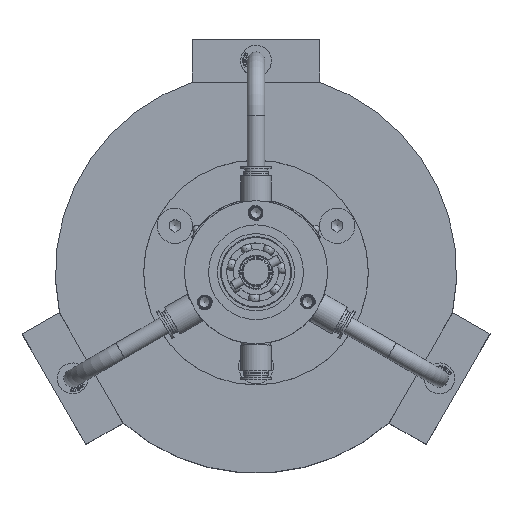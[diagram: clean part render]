
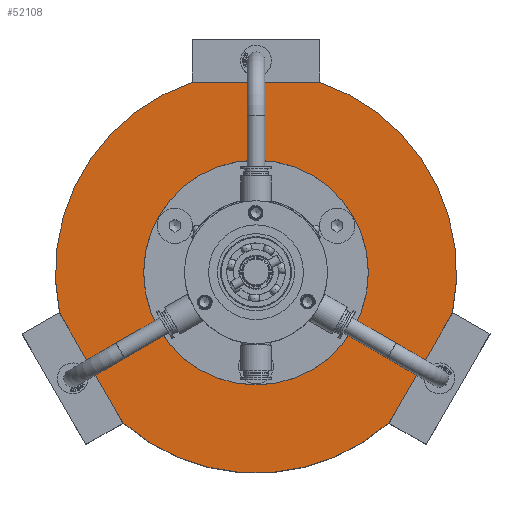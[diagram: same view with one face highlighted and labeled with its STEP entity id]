
A CAD part, top view. The second image highlights one B-rep face of the part: STEP entity #52108.
In plain terms, the highlighted planar face has unit normal (0, 0, 1).
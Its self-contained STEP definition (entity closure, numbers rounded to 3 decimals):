
#1295=PLANE('',#55558);
#2832=FACE_BOUND('',#8285,.T.);
#3567=CIRCLE('',#55553,51.025);
#3569=CIRCLE('',#55559,91.05);
#3570=CIRCLE('',#55560,91.05);
#3571=CIRCLE('',#55561,91.05);
#5165=FACE_OUTER_BOUND('',#8284,.T.);
#8284=EDGE_LOOP('',(#34759,#34760,#34761,#34762,#34763,#34764));
#8285=EDGE_LOOP('',(#34765));
#11520=LINE('',#74495,#15172);
#11524=LINE('',#74504,#15176);
#11526=LINE('',#74510,#15178);
#15172=VECTOR('',#60179,10.);
#15176=VECTOR('',#60185,10.);
#15178=VECTOR('',#60191,10.);
#21266=VERTEX_POINT('',#74482);
#21270=VERTEX_POINT('',#74492);
#21271=VERTEX_POINT('',#74494);
#21274=VERTEX_POINT('',#74501);
#21275=VERTEX_POINT('',#74503);
#21276=VERTEX_POINT('',#74507);
#21277=VERTEX_POINT('',#74509);
#26478=EDGE_CURVE('',#21266,#21266,#3567,.T.);
#26483=EDGE_CURVE('',#21271,#21270,#11520,.T.);
#26487=EDGE_CURVE('',#21275,#21274,#11524,.T.);
#26489=EDGE_CURVE('',#21276,#21270,#3569,.T.);
#26490=EDGE_CURVE('',#21276,#21277,#11526,.T.);
#26491=EDGE_CURVE('',#21275,#21277,#3570,.T.);
#26492=EDGE_CURVE('',#21271,#21274,#3571,.T.);
#34759=ORIENTED_EDGE('',*,*,#26483,.T.);
#34760=ORIENTED_EDGE('',*,*,#26489,.F.);
#34761=ORIENTED_EDGE('',*,*,#26490,.T.);
#34762=ORIENTED_EDGE('',*,*,#26491,.F.);
#34763=ORIENTED_EDGE('',*,*,#26487,.T.);
#34764=ORIENTED_EDGE('',*,*,#26492,.F.);
#34765=ORIENTED_EDGE('',*,*,#26478,.T.);
#52108=ADVANCED_FACE('',(#5165,#2832),#1295,.F.);
#55553=AXIS2_PLACEMENT_3D('',#74483,#60168,#60169);
#55558=AXIS2_PLACEMENT_3D('',#74506,#60187,#60188);
#55559=AXIS2_PLACEMENT_3D('',#74508,#60189,#60190);
#55560=AXIS2_PLACEMENT_3D('',#74511,#60192,#60193);
#55561=AXIS2_PLACEMENT_3D('',#74512,#60194,#60195);
#60168=DIRECTION('center_axis',(0.,0.,
-1.));
#60169=DIRECTION('ref_axis',(-1.,0.,0.));
#60179=DIRECTION('',(0.5,0.866,0.));
#60185=DIRECTION('',(0.5,-0.866,0.));
#60187=DIRECTION('center_axis',(0.,0.,
-1.));
#60188=DIRECTION('ref_axis',(-1.,0.,0.));
#60189=DIRECTION('center_axis',(0.,0.,
-1.));
#60190=DIRECTION('ref_axis',(-1.,0.,0.));
#60191=DIRECTION('',(-1.,0.,0.));
#60192=DIRECTION('center_axis',(0.,0.,
-1.));
#60193=DIRECTION('ref_axis',(-1.,0.,0.));
#60194=DIRECTION('center_axis',(0.,0.,
-1.));
#60195=DIRECTION('ref_axis',(-1.,0.,0.));
#74482=CARTESIAN_POINT('',(51.025,0.,15.05));
#74483=CARTESIAN_POINT('Origin',(0.,0.,
15.05));
#74492=CARTESIAN_POINT('',(89.187,-18.323,15.05));
#74494=CARTESIAN_POINT('',(60.462,-68.077,15.05));
#74495=CARTESIAN_POINT('',(82.006,-30.762,15.05));
#74501=CARTESIAN_POINT('',(-60.462,-68.077,15.05));
#74503=CARTESIAN_POINT('',(-89.187,-18.323,15.05));
#74504=CARTESIAN_POINT('',(-67.643,-55.638,15.05));
#74506=CARTESIAN_POINT('Origin',(0.,0.,
15.05));
#74507=CARTESIAN_POINT('',(28.725,86.4,15.05));
#74508=CARTESIAN_POINT('Origin',(0.,0.,
15.05));
#74509=CARTESIAN_POINT('',(-28.725,86.4,15.05));
#74510=CARTESIAN_POINT('',(-14.363,86.4,15.05));
#74511=CARTESIAN_POINT('Origin',(0.,0.,
15.05));
#74512=CARTESIAN_POINT('Origin',(0.,0.,
15.05));
